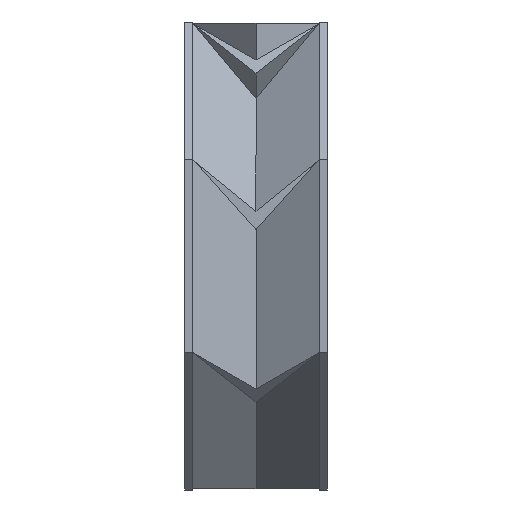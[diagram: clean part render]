
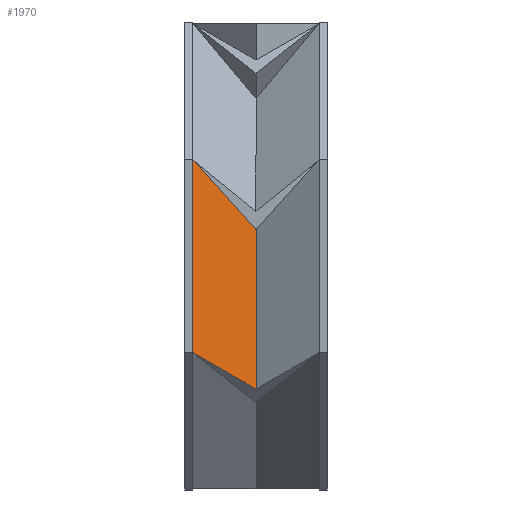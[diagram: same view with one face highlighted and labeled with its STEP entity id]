
A CAD part, left-side view. The second image highlights one B-rep face of the part: STEP entity #1970.
In plain terms, the highlighted planar face has unit normal (-0.866, -0.5, 0).
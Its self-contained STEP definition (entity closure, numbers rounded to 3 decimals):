
#98=FACE_OUTER_BOUND('',#218,.T.);
#218=EDGE_LOOP('',(#1643,#1644,#1645,#1646));
#315=LINE('',#2777,#587);
#472=LINE('',#3093,#744);
#473=LINE('',#3095,#745);
#474=LINE('',#3096,#746);
#587=VECTOR('',#2244,10.);
#744=VECTOR('',#2525,10.);
#745=VECTOR('',#2526,10.);
#746=VECTOR('',#2527,10.);
#843=VERTEX_POINT('',#2774);
#844=VERTEX_POINT('',#2776);
#941=VERTEX_POINT('',#3092);
#942=VERTEX_POINT('',#3094);
#1019=EDGE_CURVE('',#843,#844,#315,.T.);
#1176=EDGE_CURVE('',#941,#843,#472,.T.);
#1177=EDGE_CURVE('',#941,#942,#473,.T.);
#1178=EDGE_CURVE('',#844,#942,#474,.T.);
#1643=ORIENTED_EDGE('',*,*,#1176,.F.);
#1644=ORIENTED_EDGE('',*,*,#1177,.T.);
#1645=ORIENTED_EDGE('',*,*,#1178,.F.);
#1646=ORIENTED_EDGE('',*,*,#1019,.F.);
#1854=PLANE('',#2109);
#1970=ADVANCED_FACE('',(#98),#1854,.T.);
#2109=AXIS2_PLACEMENT_3D('',#3091,#2523,#2524);
#2244=DIRECTION('',(0.,0.,1.));
#2523=DIRECTION('center_axis',(-0.866,-0.5,0.));
#2524=DIRECTION('ref_axis',(0.,0.,-1.));
#2525=DIRECTION('',(-0.447,0.775,0.447));
#2526=DIRECTION('',(0.,0.,1.));
#2527=DIRECTION('',(0.36,-0.624,-0.693));
#2774=CARTESIAN_POINT('',(-33.192,18.,-13.749));
#2776=CARTESIAN_POINT('',(-33.192,18.,13.749));
#2777=CARTESIAN_POINT('',(-33.192,18.,-13.749));
#3091=CARTESIAN_POINT('Origin',(-30.594,13.5,-2.739));
#3092=CARTESIAN_POINT('',(-27.996,9.,-18.945));
#3093=CARTESIAN_POINT('',(-26.247,5.971,-20.693));
#3094=CARTESIAN_POINT('',(-27.996,9.,3.749));
#3095=CARTESIAN_POINT('',(-27.996,9.,-1.37));
#3096=CARTESIAN_POINT('',(-28.197,9.349,4.136));
